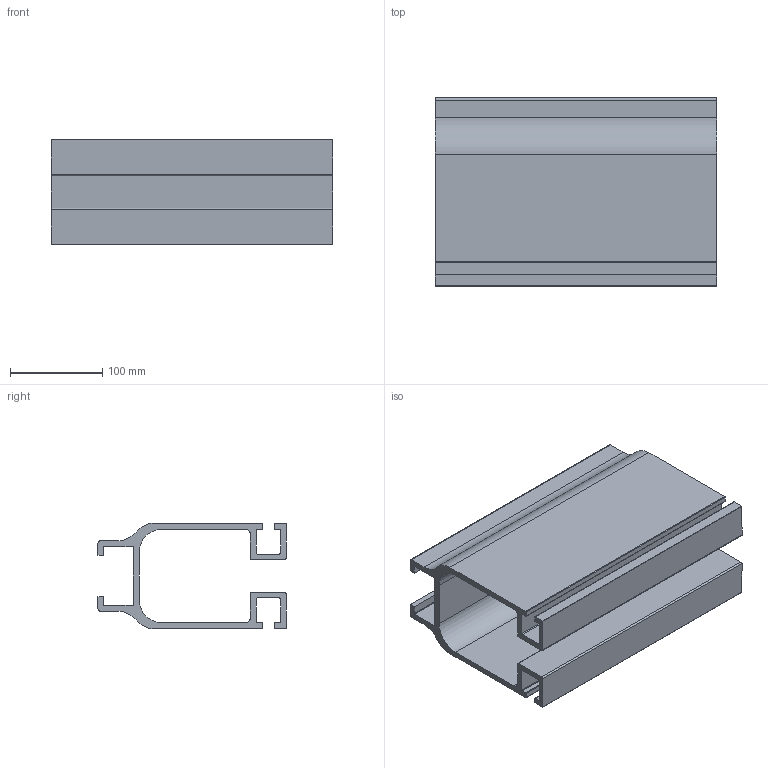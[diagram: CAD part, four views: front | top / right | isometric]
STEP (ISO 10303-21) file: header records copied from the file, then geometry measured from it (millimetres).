
FILE_DESCRIPTION(/* description */ (''),/* implementation_level */ '2;1');
FILE_NAME(/* name */ 'x87015 ETA-8 ALUMINUM RAIL R1.stp',/* time_stamp */ '2017-09-20T15:38:35-04:00',/* author */ ('rfuhw'),/* organization */ (''),/* preprocessor_version */ 'ST-DEVELOPER v15.6',/* originating_system */ 'Autodesk Inventor 2015',/* authorisation */ '');
FILE_SCHEMA (('AUTOMOTIVE_DESIGN { 1 0 10303 214 3 1 1 }'));
Length unit declared in the file: inch
Products named in the file (1): x87015 ETA-8 ALUMINUM RAIL R1
Bounding box: 304.8 x 203.6 x 114.3 mm (x, y, z)
Volume: 1372664.4 mm3; surface area: 412480.6 mm2
Topology: 1 solids, 1 shells, 74 faces, 216 edges, 144 vertices
Faces by surface type: plane 40, cylinder 34
Entity records: 2501 total; most frequent: CARTESIAN_POINT 435, DIRECTION 434, ORIENTED_EDGE 432, EDGE_CURVE 216, LINE 148, VECTOR 148, VERTEX_POINT 144, AXIS2_PLACEMENT_3D 143
